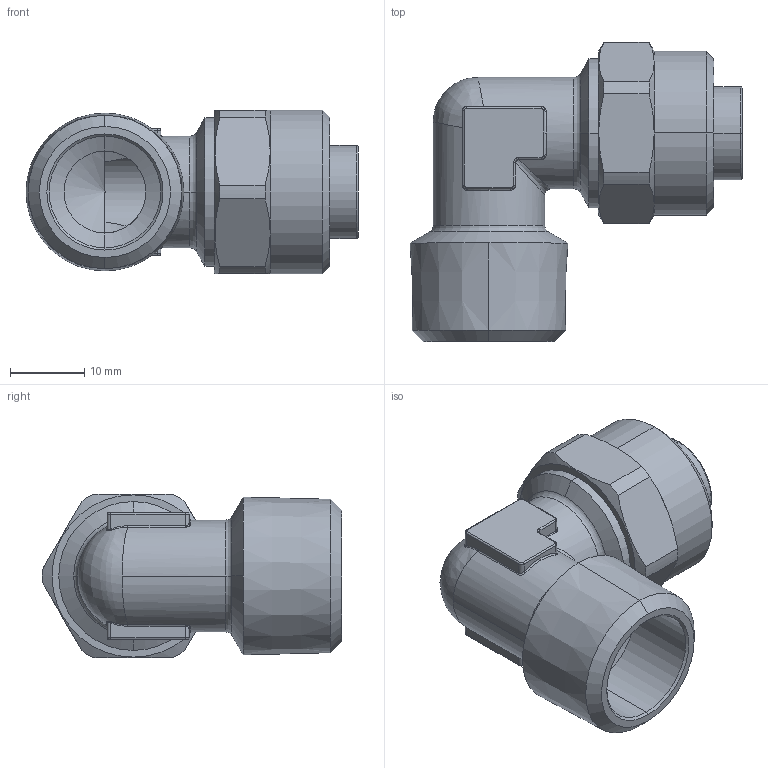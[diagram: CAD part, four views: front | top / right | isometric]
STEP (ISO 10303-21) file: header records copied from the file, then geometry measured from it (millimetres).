
FILE_DESCRIPTION (( 'STEP AP203' ), '1' );
FILE_NAME ('02060084.STEP', '2011-09-20T13:59:30', ( '' ), ( 'sopra-pneumatic' ), 'SwSTEP 2.0', 'SolidWorks 2011', '' );
FILE_SCHEMA (( 'CONFIG_CONTROL_DESIGN' ));
Length unit declared in the file: millimetre
Products named in the file (1): 02060084
Bounding box: 44.61 x 40.2 x 22 mm (x, y, z)
Volume: 9989.2 mm3; surface area: 6893 mm2
Topology: 1 solids, 1 shells, 163 faces, 377 edges, 217 vertices
Faces by surface type: cylinder 60, cone 30, plane 27, torus 24, bspline 22
Entity records: 5324 total; most frequent: CARTESIAN_POINT 1692, DIRECTION 762, ORIENTED_EDGE 750, EDGE_CURVE 375, AXIS2_PLACEMENT_3D 319, VERTEX_POINT 217, CIRCLE 177, EDGE_LOOP 168
